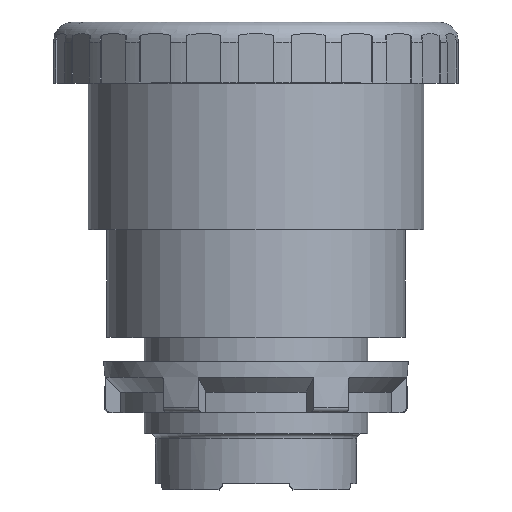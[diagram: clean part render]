
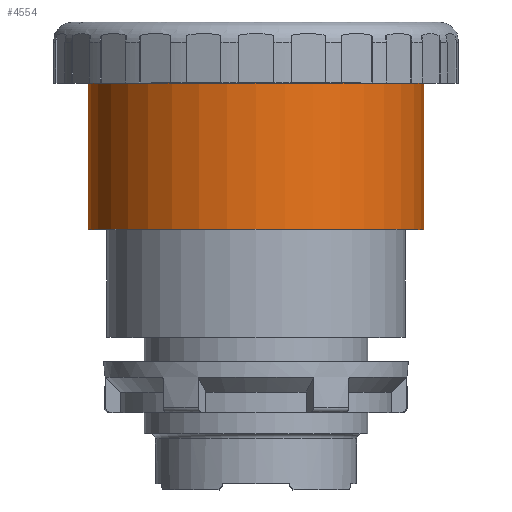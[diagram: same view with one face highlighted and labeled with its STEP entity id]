
A CAD part, top view. The second image highlights one B-rep face of the part: STEP entity #4554.
In plain terms, the highlighted cylindrical face has radius 16.5 mm (diameter 33 mm), a full revolution.
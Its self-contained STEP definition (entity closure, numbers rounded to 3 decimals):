
#765=CYLINDRICAL_SURFACE('',#4904,16.5);
#1222=ORIENTED_EDGE('',*,*,#2289,.F.);
#1223=ORIENTED_EDGE('',*,*,#2158,.T.);
#2158=EDGE_CURVE('',#2696,#2696,#3024,.T.);
#2289=EDGE_CURVE('',#2795,#2795,#3043,.T.);
#2696=VERTEX_POINT('',#6704);
#2795=VERTEX_POINT('',#6942);
#3024=CIRCLE('',#4862,16.5);
#3043=CIRCLE('',#4905,16.5);
#3158=EDGE_LOOP('',(#1222));
#3159=EDGE_LOOP('',(#1223));
#3384=FACE_BOUND('',#3158,.T.);
#3385=FACE_BOUND('',#3159,.T.);
#4554=ADVANCED_FACE('',(#3384,#3385),#765,.T.);
#4862=AXIS2_PLACEMENT_3D('',#6703,#5454,#5455);
#4904=AXIS2_PLACEMENT_3D('',#6940,#5634,#5635);
#4905=AXIS2_PLACEMENT_3D('',#6941,#5636,#5637);
#5454=DIRECTION('',(1.,0.,0.));
#5455=DIRECTION('',(0.,0.,-1.));
#5634=DIRECTION('',(1.,0.,0.));
#5635=DIRECTION('',(0.,0.,-1.));
#5636=DIRECTION('',(1.,0.,0.));
#5637=DIRECTION('',(0.,0.,-1.));
#6703=CARTESIAN_POINT('',(-25.,0.,0.));
#6704=CARTESIAN_POINT('',(-25.,0.,-16.5));
#6940=CARTESIAN_POINT('',(0.,0.,0.));
#6941=CARTESIAN_POINT('',(-10.6,0.,0.));
#6942=CARTESIAN_POINT('',(-10.6,0.,-16.5));
